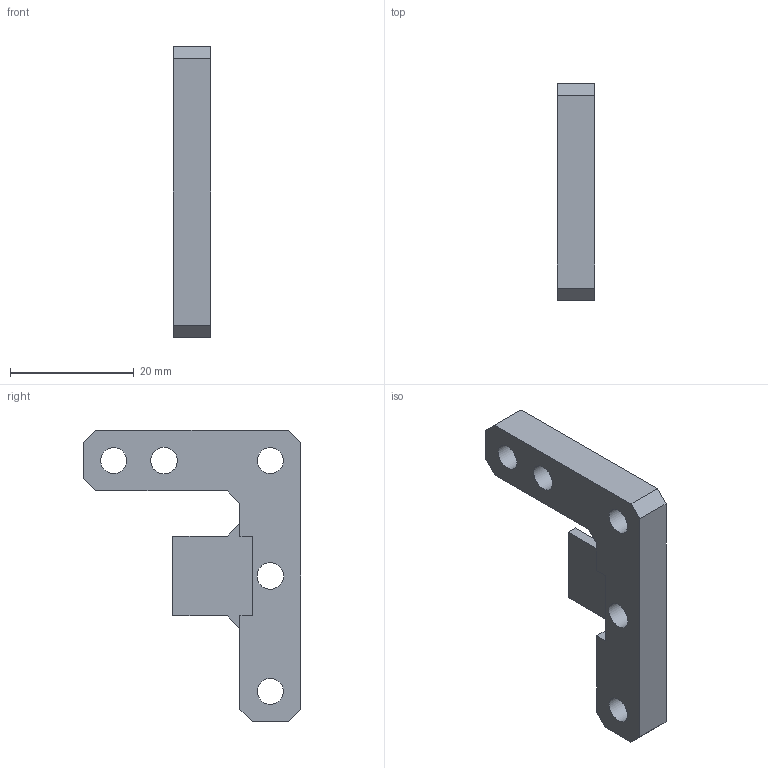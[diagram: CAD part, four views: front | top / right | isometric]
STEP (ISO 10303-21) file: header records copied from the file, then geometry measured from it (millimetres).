
FILE_DESCRIPTION(/* description */ (''),/* implementation_level */ '2;1');
FILE_NAME(/* name */ 'Grating Mount_v7.step',/* time_stamp */ '2024-02-15T15:46:16-05:00',/* author */ (''),/* organization */ (''),/* preprocessor_version */ 'ST-DEVELOPER v20',/* originating_system */ 'Autodesk Translation Framework v12.20.1.177',/* authorisation */ '');
FILE_SCHEMA (('AUTOMOTIVE_DESIGN { 1 0 10303 214 3 1 1 }'));
Length unit declared in the file: millimetre
Products named in the file (1): Grating Mount
Bounding box: 6 x 35.11 x 47.1 mm (x, y, z)
Volume: 3776.4 mm3; surface area: 3016.4 mm2
Topology: 1 solids, 1 shells, 51 faces, 138 edges, 92 vertices
Faces by surface type: plane 39, cylinder 12
Full cylindrical faces by diameter (mm): 4.2 x3, 4.293 x2, 5.82 x3
Entity records: 1657 total; most frequent: CARTESIAN_POINT 282, ORIENTED_EDGE 276, DIRECTION 274, EDGE_CURVE 138, LINE 106, VECTOR 106, VERTEX_POINT 92, AXIS2_PLACEMENT_3D 84
